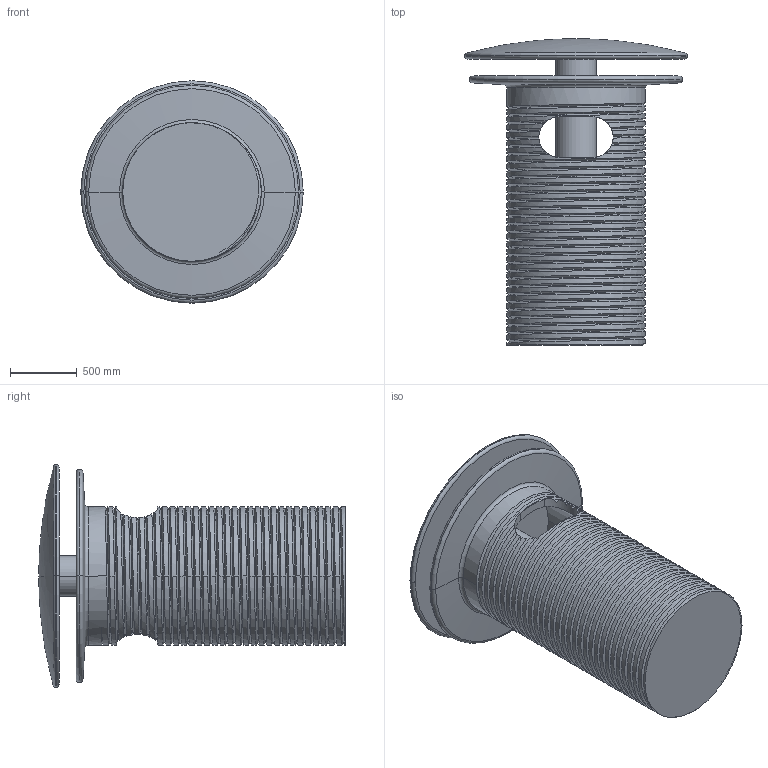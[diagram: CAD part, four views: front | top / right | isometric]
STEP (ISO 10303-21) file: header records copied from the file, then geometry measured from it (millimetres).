
FILE_DESCRIPTION((''),'2;1');
FILE_NAME('709FF','2018-07-29T',('MQ'),(''),'PRO/ENGINEER BY PARAMETRIC TECHNOLOGY CORPORATION, 2012130','PRO/ENGINEER BY PARAMETRIC TECHNOLOGY CORPORATION, 2012130','');
FILE_SCHEMA(('CONFIG_CONTROL_DESIGN'));
Length unit declared in the file: inch
Products named in the file (1): 709FF
Bounding box: 1671 x 2301.24 x 1671 mm (x, y, z)
Volume: 1510780488.6 mm3; surface area: 20065224.1 mm2
Topology: 1 solids, 1 shells, 137 faces, 379 edges, 242 vertices
Faces by surface type: cylinder 74, bspline 42, torus 10, plane 7, cone 4
Entity records: 17619 total; most frequent: CARTESIAN_POINT 14659, ORIENTED_EDGE 754, EDGE_CURVE 377, DIRECTION 375, VERTEX_POINT 242, B_SPLINE_CURVE_WITH_KNOTS 239, AXIS2_PLACEMENT_3D 142, EDGE_LOOP 141
